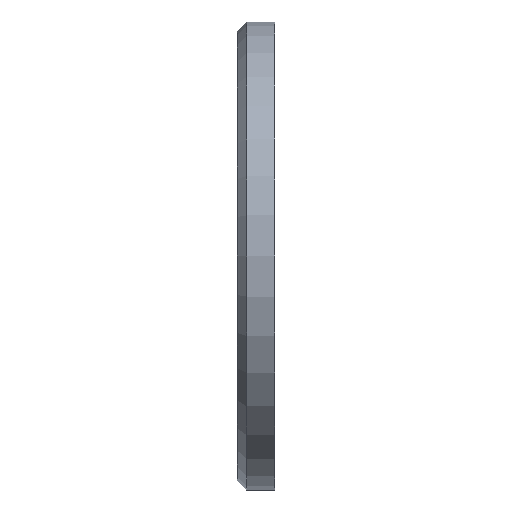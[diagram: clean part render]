
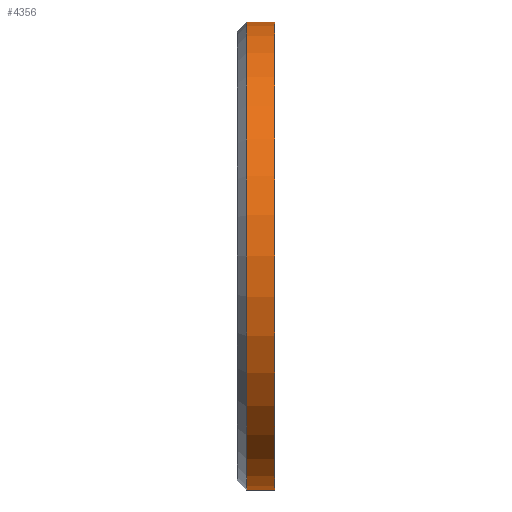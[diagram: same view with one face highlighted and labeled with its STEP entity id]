
A CAD part, left-side view. The second image highlights one B-rep face of the part: STEP entity #4356.
In plain terms, the highlighted cylindrical face has radius 50 mm (diameter 100 mm), a partial arc.
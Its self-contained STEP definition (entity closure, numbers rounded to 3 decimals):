
#928 = VECTOR ( 'NONE', #8810, 1000. ) ;
#2607 = CARTESIAN_POINT ( 'NONE',  ( 0., 0., -50. ) ) ;
#2673 = EDGE_CURVE ( 'NONE', #16076, #8700, #13365, .T. ) ;
#3050 = CARTESIAN_POINT ( 'NONE',  ( 0., 0., 50. ) ) ;
#3367 = DIRECTION ( 'NONE',  ( 0., 1., 0. ) ) ;
#4299 = LINE ( 'NONE', #7638, #928 ) ;
#4356 = ADVANCED_FACE ( 'NONE', ( #11672 ), #17584, .T. ) ;
#4371 = DIRECTION ( 'NONE',  ( 0., 0., 1. ) ) ;
#4465 = AXIS2_PLACEMENT_3D ( 'NONE', #11544, #3367, #8797 ) ;
#6545 = ORIENTED_EDGE ( 'NONE', *, *, #7047, .T. ) ;
#6600 = LINE ( 'NONE', #11907, #13806 ) ;
#7047 = EDGE_CURVE ( 'NONE', #16564, #11145, #9899, .T. ) ;
#7303 = DIRECTION ( 'NONE',  ( 0., -1., 0. ) ) ;
#7638 = CARTESIAN_POINT ( 'NONE',  ( 0., 8., -50. ) ) ;
#8700 = VERTEX_POINT ( 'NONE', #9641 ) ;
#8797 = DIRECTION ( 'NONE',  ( 0., 0., 1. ) ) ;
#8810 = DIRECTION ( 'NONE',  ( 0., -1., 0. ) ) ;
#8858 = ORIENTED_EDGE ( 'NONE', *, *, #2673, .T. ) ;
#9641 = CARTESIAN_POINT ( 'NONE',  ( 0., 6., -50. ) ) ;
#9899 = CIRCLE ( 'NONE', #4465, 50. ) ;
#10977 = EDGE_LOOP ( 'NONE', ( #11024, #8858, #15471, #6545 ) ) ;
#11024 = ORIENTED_EDGE ( 'NONE', *, *, #16144, .F. ) ;
#11145 = VERTEX_POINT ( 'NONE', #3050 ) ;
#11159 = CARTESIAN_POINT ( 'NONE',  ( 0., 6., 0. ) ) ;
#11541 = AXIS2_PLACEMENT_3D ( 'NONE', #12027, #7303, #14138 ) ;
#11544 = CARTESIAN_POINT ( 'NONE',  ( 0., 0., 0. ) ) ;
#11672 = FACE_OUTER_BOUND ( 'NONE', #10977, .T. ) ;
#11907 = CARTESIAN_POINT ( 'NONE',  ( 0., 8., 50. ) ) ;
#12027 = CARTESIAN_POINT ( 'NONE',  ( 0., 8., 0. ) ) ;
#12519 = DIRECTION ( 'NONE',  ( 0., -1., 0. ) ) ;
#12611 = EDGE_CURVE ( 'NONE', #8700, #16564, #4299, .T. ) ;
#13253 = DIRECTION ( 'NONE',  ( 0., -1., 0. ) ) ;
#13365 = CIRCLE ( 'NONE', #14996, 50. ) ;
#13806 = VECTOR ( 'NONE', #13253, 1000. ) ;
#14138 = DIRECTION ( 'NONE',  ( 0., 0., -1. ) ) ;
#14996 = AXIS2_PLACEMENT_3D ( 'NONE', #11159, #12519, #4371 ) ;
#15471 = ORIENTED_EDGE ( 'NONE', *, *, #12611, .T. ) ;
#16076 = VERTEX_POINT ( 'NONE', #17271 ) ;
#16144 = EDGE_CURVE ( 'NONE', #16076, #11145, #6600, .T. ) ;
#16564 = VERTEX_POINT ( 'NONE', #2607 ) ;
#17271 = CARTESIAN_POINT ( 'NONE',  ( 0., 6., 50. ) ) ;
#17584 = CYLINDRICAL_SURFACE ( 'NONE', #11541, 50. ) ;
